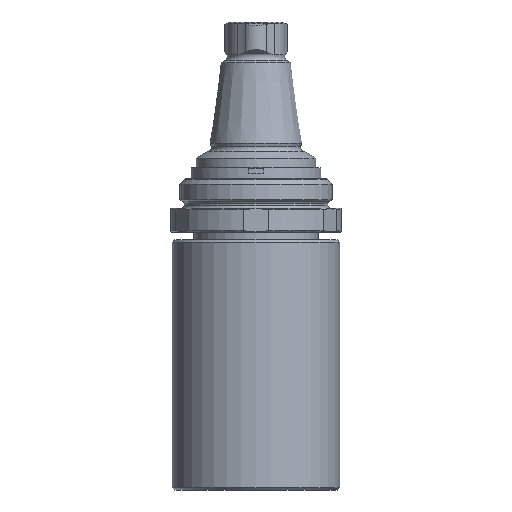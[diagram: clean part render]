
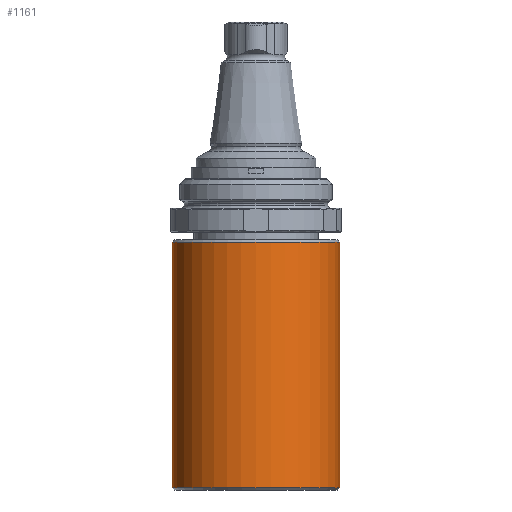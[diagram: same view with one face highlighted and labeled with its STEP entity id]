
A CAD part, front view. The second image highlights one B-rep face of the part: STEP entity #1161.
In plain terms, the highlighted cylindrical face has radius 17.5 mm (diameter 35 mm), a full revolution.
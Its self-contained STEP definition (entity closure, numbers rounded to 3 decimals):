
#112=CYLINDRICAL_SURFACE('',#1313,17.5);
#176=CIRCLE('',#1312,17.5);
#177=CIRCLE('',#1314,17.5);
#479=ORIENTED_EDGE('',*,*,#642,.T.);
#480=ORIENTED_EDGE('',*,*,#641,.F.);
#641=EDGE_CURVE('',#751,#751,#176,.T.);
#642=EDGE_CURVE('',#752,#752,#177,.T.);
#751=VERTEX_POINT('',#2124);
#752=VERTEX_POINT('',#2127);
#945=EDGE_LOOP('',(#479));
#946=EDGE_LOOP('',(#480));
#1054=FACE_BOUND('',#945,.T.);
#1055=FACE_BOUND('',#946,.T.);
#1161=ADVANCED_FACE('',(#1054,#1055),#112,.T.);
#1312=AXIS2_PLACEMENT_3D('',#2123,#1635,#1636);
#1313=AXIS2_PLACEMENT_3D('',#2125,#1637,#1638);
#1314=AXIS2_PLACEMENT_3D('',#2126,#1639,#1640);
#1635=DIRECTION('',(0.,0.,-1.));
#1636=DIRECTION('',(1.,0.,0.));
#1637=DIRECTION('',(0.,0.,-1.));
#1638=DIRECTION('',(1.,0.,0.));
#1639=DIRECTION('',(0.,0.,-1.));
#1640=DIRECTION('',(1.,0.,0.));
#2123=CARTESIAN_POINT('',(0.,0.,-59.5));
#2124=CARTESIAN_POINT('',(17.5,0.,-59.5));
#2125=CARTESIAN_POINT('',(0.,0.,-50.006));
#2126=CARTESIAN_POINT('',(0.,0.,-8.1));
#2127=CARTESIAN_POINT('',(17.5,0.,-8.1));
